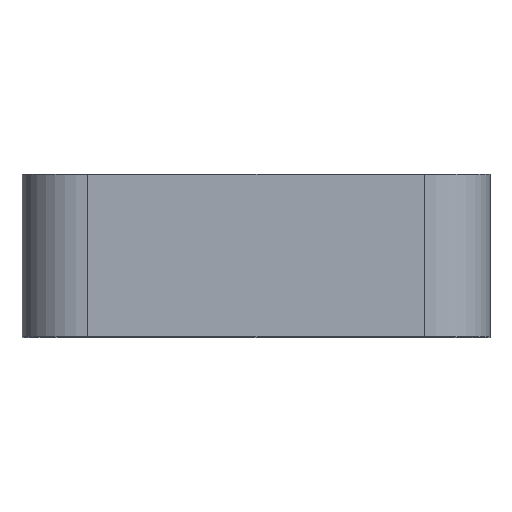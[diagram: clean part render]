
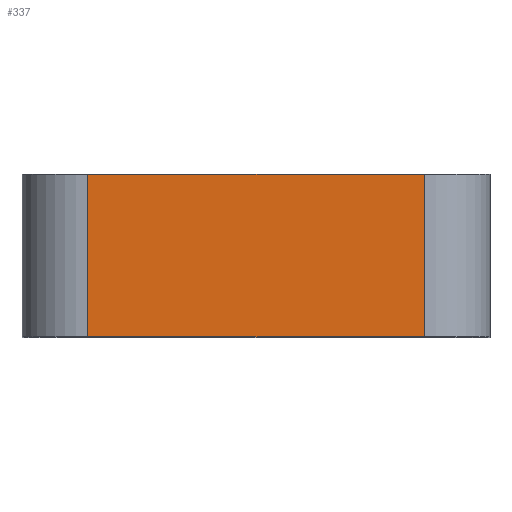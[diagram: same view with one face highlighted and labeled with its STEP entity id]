
A CAD part, top view. The second image highlights one B-rep face of the part: STEP entity #337.
In plain terms, the highlighted planar face has unit normal (0, 0, 1).
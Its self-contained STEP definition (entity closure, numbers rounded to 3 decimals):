
#49=FACE_OUTER_BOUND('',#67,.T.);
#67=EDGE_LOOP('',(#255,#256,#257,#258));
#95=LINE('',#549,#127);
#96=LINE('',#551,#128);
#97=LINE('',#553,#129);
#98=LINE('',#554,#130);
#127=VECTOR('',#447,10.);
#128=VECTOR('',#448,10.);
#129=VECTOR('',#449,10.);
#130=VECTOR('',#450,10.);
#159=VERTEX_POINT('',#547);
#160=VERTEX_POINT('',#548);
#161=VERTEX_POINT('',#550);
#162=VERTEX_POINT('',#552);
#199=EDGE_CURVE('',#159,#160,#95,.T.);
#200=EDGE_CURVE('',#159,#161,#96,.T.);
#201=EDGE_CURVE('',#162,#161,#97,.T.);
#202=EDGE_CURVE('',#160,#162,#98,.T.);
#255=ORIENTED_EDGE('',*,*,#199,.F.);
#256=ORIENTED_EDGE('',*,*,#200,.T.);
#257=ORIENTED_EDGE('',*,*,#201,.F.);
#258=ORIENTED_EDGE('',*,*,#202,.F.);
#323=PLANE('',#377);
#337=ADVANCED_FACE('',(#49),#323,.T.);
#377=AXIS2_PLACEMENT_3D('',#546,#445,#446);
#445=DIRECTION('center_axis',(0.,0.,1.));
#446=DIRECTION('ref_axis',(1.,0.,0.));
#447=DIRECTION('',(-1.,0.,0.));
#448=DIRECTION('',(0.,1.,0.));
#449=DIRECTION('',(1.,0.,0.));
#450=DIRECTION('',(0.,1.,0.));
#546=CARTESIAN_POINT('Origin',(-66.,3.,91.9));
#547=CARTESIAN_POINT('',(66.,3.,91.9));
#548=CARTESIAN_POINT('',(-66.,3.,91.9));
#549=CARTESIAN_POINT('',(66.,3.,91.9));
#550=CARTESIAN_POINT('',(66.,66.8,91.9));
#551=CARTESIAN_POINT('',(66.,3.,91.9));
#552=CARTESIAN_POINT('',(-66.,66.8,91.9));
#553=CARTESIAN_POINT('',(66.,66.8,91.9));
#554=CARTESIAN_POINT('',(-66.,3.,91.9));
